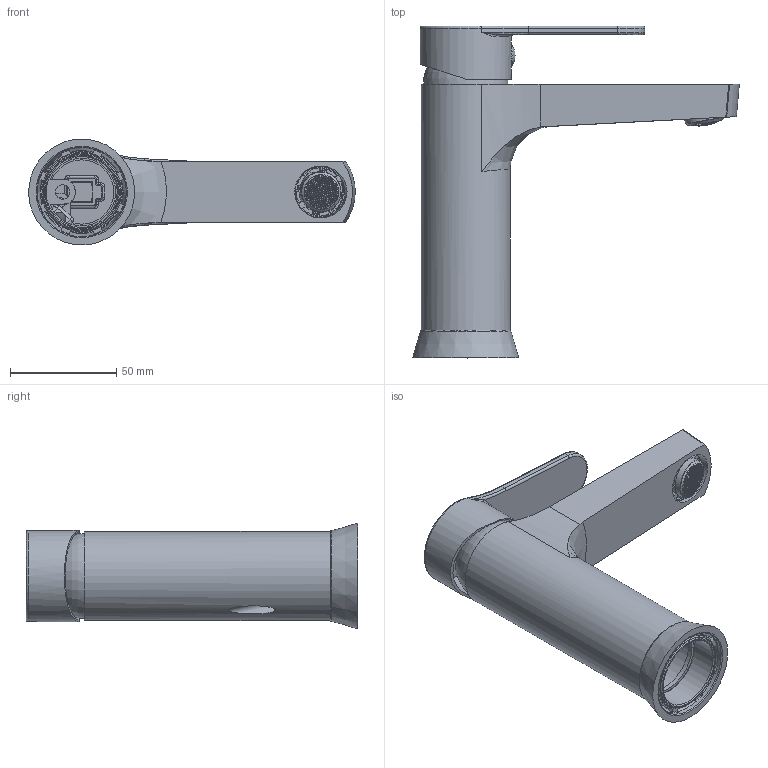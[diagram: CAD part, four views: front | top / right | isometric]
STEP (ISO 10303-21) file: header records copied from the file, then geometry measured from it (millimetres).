
FILE_DESCRIPTION (( 'STEP AP203' ), '1' );
FILE_NAME ('18A307234.STEP', '2024-03-15T08:29:46', ( '' ), ( '' ), 'SwSTEP 2.0', 'SolidWorks 2021', '' );
FILE_SCHEMA (( 'CONFIG_CONTROL_DESIGN' ));
Products named in the file (1): 18A307234
Bounding box: 154.02 x 156.5 x 49.95 mm (x, y, z)
Volume: 90739 mm3; surface area: 82488.5 mm2
Topology: 7 solids, 7 shells, 2076 faces, 5314 edges, 3521 vertices
Faces by surface type: plane 1891, cylinder 101, torus 35, cone 26, bspline 18, sphere 5
Full cylindrical faces by diameter (mm): 4.2 x1, 4.5 x1, 6 x1, 6.75 x1, 6.8 x1, 9.5 x1, 16 x1, 16.5 x2, 17.5 x1, 18.75 x1, 19 x1, 19.5 x1, 22.1 x1, 22.5 x2, 23 x1, 23.8 x1, 24.5 x1, 30.3 x1, 31 x1, 32.8 x1, 33.5 x1, 35.2 x2, 35.8 x2, 36.5 x2, 37 x2, 38 x1, 40 x1, 40.5 x1, 42 x1, 42.1 x1
Entity records: 65516 total; most frequent: CARTESIAN_POINT 14391, DIRECTION 10591, ORIENTED_EDGE 10436, EDGE_CURVE 5218, VECTOR 3611, LINE 3611, VERTEX_POINT 3495, AXIS2_PLACEMENT_3D 3490
